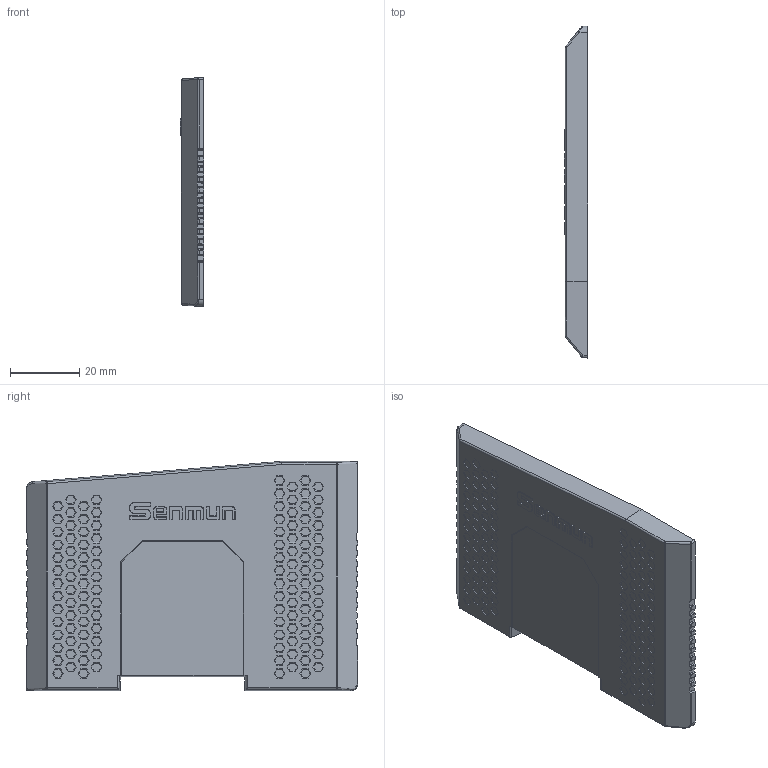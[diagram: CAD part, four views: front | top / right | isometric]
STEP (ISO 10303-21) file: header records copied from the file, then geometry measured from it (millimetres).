
FILE_DESCRIPTION(('CATIA V5 STEP Exchange'),'2;1');
FILE_NAME('TRM01.stp','2025-08-28T03:24:30+00:00',('none'),('none'),'CATIA Version 5 Release 20 GA (IN-10)','CATIA V5 STEP AP203','none');
FILE_SCHEMA(('CONFIG_CONTROL_DESIGN'));
Length unit declared in the file: millimetre
Products named in the file (1): Admi1B8CC695xsg2
Bounding box: 6.67 x 95.49 x 66.01 mm (x, y, z)
Volume: 35652.2 mm3; surface area: 13507.7 mm2
Topology: 1 solids, 1 shells, 1108 faces, 2922 edges, 1937 vertices
Faces by surface type: plane 1005, cylinder 84, cone 11, sphere 6, bspline 2
Entity records: 34282 total; most frequent: CARTESIAN_POINT 7118, ORIENTED_EDGE 5836, DIRECTION 4967, EDGE_CURVE 2918, VECTOR 2725, LINE 2725, VERTEX_POINT 1937, EDGE_LOOP 1233
